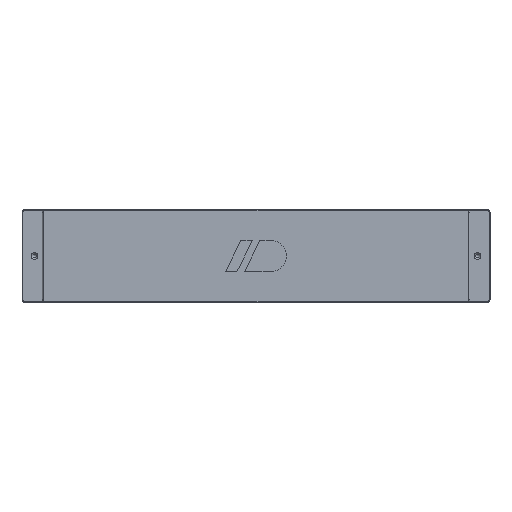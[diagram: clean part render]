
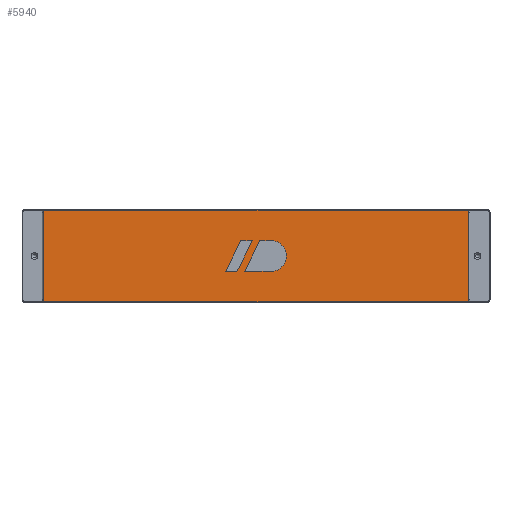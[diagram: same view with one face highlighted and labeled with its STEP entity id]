
A CAD part, top view. The second image highlights one B-rep face of the part: STEP entity #5940.
In plain terms, the highlighted planar face has unit normal (0, 0, 1).
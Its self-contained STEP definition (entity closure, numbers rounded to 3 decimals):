
#179=CIRCLE('',#6337,1.05);
#183=CIRCLE('',#6343,1.05);
#187=CIRCLE('',#6349,1.05);
#189=CIRCLE('',#6353,1.05);
#407=FACE_BOUND('',#1040,.T.);
#408=FACE_BOUND('',#1041,.T.);
#486=PLANE('',#6361);
#700=FACE_OUTER_BOUND('',#1039,.T.);
#1039=EDGE_LOOP('',(#4930,#4931,#4932,#4933,#4934,#4935,#4936,#4937));
#1040=EDGE_LOOP('',(#4938,#4939,#4940,#4941));
#1041=EDGE_LOOP('',(#4942,#4943,#4944,#4945,#4946,#4947));
#1482=LINE('',#9945,#1987);
#1486=LINE('',#9953,#1991);
#1489=LINE('',#9959,#1994);
#1492=LINE('',#9964,#1997);
#1497=LINE('',#10010,#2002);
#1500=LINE('',#10016,#2005);
#1503=LINE('',#10022,#2008);
#1506=LINE('',#10027,#2011);
#1512=LINE('',#10055,#2017);
#1515=LINE('',#10070,#2020);
#1517=LINE('',#10082,#2022);
#1519=LINE('',#10094,#2024);
#1987=VECTOR('',#7274,10.);
#1991=VECTOR('',#7280,10.);
#1994=VECTOR('',#7285,10.);
#1997=VECTOR('',#7290,10.);
#2002=VECTOR('',#7299,10.);
#2005=VECTOR('',#7304,10.);
#2008=VECTOR('',#7309,10.);
#2011=VECTOR('',#7314,10.);
#2017=VECTOR('',#7346,10.);
#2020=VECTOR('',#7363,10.);
#2022=VECTOR('',#7377,10.);
#2024=VECTOR('',#7391,10.);
#2343=(
BOUNDED_CURVE()
B_SPLINE_CURVE(3,(#9977,#9978,#9979,#9980),.UNSPECIFIED.,.F.,.F.)
B_SPLINE_CURVE_WITH_KNOTS((4,4),(0.,1.),.UNSPECIFIED.)
CURVE()
GEOMETRIC_REPRESENTATION_ITEM()
RATIONAL_B_SPLINE_CURVE((1.,1.,1.,1.))
REPRESENTATION_ITEM('')
);
#2345=(
BOUNDED_CURVE()
B_SPLINE_CURVE(3,(#9998,#9999,#10000,#10001),.UNSPECIFIED.,.F.,.F.)
B_SPLINE_CURVE_WITH_KNOTS((4,4),(0.,1.),.UNSPECIFIED.)
CURVE()
GEOMETRIC_REPRESENTATION_ITEM()
RATIONAL_B_SPLINE_CURVE((1.,1.,1.,1.))
REPRESENTATION_ITEM('')
);
#2765=VERTEX_POINT('',#9943);
#2766=VERTEX_POINT('',#9944);
#2769=VERTEX_POINT('',#9952);
#2771=VERTEX_POINT('',#9958);
#2773=VERTEX_POINT('',#9975);
#2774=VERTEX_POINT('',#9976);
#2777=VERTEX_POINT('',#9997);
#2779=VERTEX_POINT('',#10009);
#2781=VERTEX_POINT('',#10015);
#2783=VERTEX_POINT('',#10021);
#2792=VERTEX_POINT('',#10052);
#2793=VERTEX_POINT('',#10054);
#2795=VERTEX_POINT('',#10060);
#2797=VERTEX_POINT('',#10066);
#2799=VERTEX_POINT('',#10072);
#2801=VERTEX_POINT('',#10078);
#2803=VERTEX_POINT('',#10084);
#2805=VERTEX_POINT('',#10090);
#3500=EDGE_CURVE('',#2765,#2766,#1482,.T.);
#3504=EDGE_CURVE('',#2769,#2765,#1486,.T.);
#3507=EDGE_CURVE('',#2771,#2769,#1489,.T.);
#3510=EDGE_CURVE('',#2766,#2771,#1492,.T.);
#3512=EDGE_CURVE('',#2773,#2774,#2343,.T.);
#3516=EDGE_CURVE('',#2777,#2773,#2345,.T.);
#3519=EDGE_CURVE('',#2779,#2777,#1497,.T.);
#3522=EDGE_CURVE('',#2781,#2779,#1500,.T.);
#3525=EDGE_CURVE('',#2783,#2781,#1503,.T.);
#3528=EDGE_CURVE('',#2774,#2783,#1506,.T.);
#3541=EDGE_CURVE('',#2792,#2793,#1512,.T.);
#3546=EDGE_CURVE('',#2793,#2795,#179,.T.);
#3549=EDGE_CURVE('',#2795,#2797,#1515,.T.);
#3552=EDGE_CURVE('',#2797,#2799,#183,.T.);
#3555=EDGE_CURVE('',#2799,#2801,#1517,.T.);
#3558=EDGE_CURVE('',#2801,#2803,#187,.T.);
#3561=EDGE_CURVE('',#2803,#2805,#1519,.T.);
#3562=EDGE_CURVE('',#2805,#2792,#189,.T.);
#4930=ORIENTED_EDGE('',*,*,#3541,.F.);
#4931=ORIENTED_EDGE('',*,*,#3562,.F.);
#4932=ORIENTED_EDGE('',*,*,#3561,.F.);
#4933=ORIENTED_EDGE('',*,*,#3558,.F.);
#4934=ORIENTED_EDGE('',*,*,#3555,.F.);
#4935=ORIENTED_EDGE('',*,*,#3552,.F.);
#4936=ORIENTED_EDGE('',*,*,#3549,.F.);
#4937=ORIENTED_EDGE('',*,*,#3546,.F.);
#4938=ORIENTED_EDGE('',*,*,#3500,.T.);
#4939=ORIENTED_EDGE('',*,*,#3510,.T.);
#4940=ORIENTED_EDGE('',*,*,#3507,.T.);
#4941=ORIENTED_EDGE('',*,*,#3504,.T.);
#4942=ORIENTED_EDGE('',*,*,#3512,.T.);
#4943=ORIENTED_EDGE('',*,*,#3528,.T.);
#4944=ORIENTED_EDGE('',*,*,#3525,.T.);
#4945=ORIENTED_EDGE('',*,*,#3522,.T.);
#4946=ORIENTED_EDGE('',*,*,#3519,.T.);
#4947=ORIENTED_EDGE('',*,*,#3516,.T.);
#5940=ADVANCED_FACE('',(#700,#407,#408),#486,.T.);
#6337=AXIS2_PLACEMENT_3D('',#10064,#7356,#7357);
#6343=AXIS2_PLACEMENT_3D('',#10076,#7370,#7371);
#6349=AXIS2_PLACEMENT_3D('',#10088,#7384,#7385);
#6353=AXIS2_PLACEMENT_3D('',#10096,#7394,#7395);
#6361=AXIS2_PLACEMENT_3D('',#10142,#7421,#7422);
#7274=DIRECTION('',(1.,0.,0.));
#7280=DIRECTION('',(0.447,0.894,0.));
#7285=DIRECTION('',(-1.,0.,0.));
#7290=DIRECTION('',(-0.447,-0.894,0.));
#7299=DIRECTION('',(1.,-0.002,0.));
#7304=DIRECTION('',(1.,0.,0.));
#7309=DIRECTION('',(0.447,0.894,0.));
#7314=DIRECTION('',(-1.,0.,0.));
#7346=DIRECTION('',(0.,-1.,0.));
#7356=DIRECTION('center_axis',(0.,0.,-1.));
#7357=DIRECTION('ref_axis',(0.707,-0.707,0.));
#7363=DIRECTION('',(-1.,0.,0.));
#7370=DIRECTION('center_axis',(0.,0.,-1.));
#7371=DIRECTION('ref_axis',(-0.707,-0.707,0.));
#7377=DIRECTION('',(0.,1.,0.));
#7384=DIRECTION('center_axis',(0.,0.,-1.));
#7385=DIRECTION('ref_axis',(-0.707,0.707,0.));
#7391=DIRECTION('',(1.,0.,0.));
#7394=DIRECTION('center_axis',(0.,0.,-1.));
#7395=DIRECTION('ref_axis',(0.707,0.707,0.));
#7421=DIRECTION('center_axis',(0.,0.,1.));
#7422=DIRECTION('ref_axis',(-1.,0.,0.));
#9943=CARTESIAN_POINT('',(138.444,62.286,-9.5));
#9944=CARTESIAN_POINT('',(145.588,62.286,-9.5));
#9945=CARTESIAN_POINT('',(143.207,62.286,-9.5));
#9952=CARTESIAN_POINT('',(128.919,43.236,-9.5));
#9953=CARTESIAN_POINT('',(132.729,50.856,-9.5));
#9958=CARTESIAN_POINT('',(136.063,43.236,-9.5));
#9959=CARTESIAN_POINT('',(142.016,43.236,-9.5));
#9964=CARTESIAN_POINT('',(143.921,58.953,-9.5));
#9975=CARTESIAN_POINT('',(167.019,52.761,-9.5));
#9976=CARTESIAN_POINT('',(157.494,43.236,-9.5));
#9977=CARTESIAN_POINT('Ctrl Pts',(167.019,52.761,-9.5));
#9978=CARTESIAN_POINT('Ctrl Pts',(167.019,47.504,-9.5));
#9979=CARTESIAN_POINT('Ctrl Pts',(162.751,43.236,-9.5));
#9980=CARTESIAN_POINT('Ctrl Pts',(157.494,43.236,-9.5));
#9997=CARTESIAN_POINT('',(157.525,62.286,-9.5));
#9998=CARTESIAN_POINT('Ctrl Pts',(157.525,62.286,-9.5));
#9999=CARTESIAN_POINT('Ctrl Pts',(162.768,62.269,-9.5));
#10000=CARTESIAN_POINT('Ctrl Pts',(167.019,58.008,-9.5));
#10001=CARTESIAN_POINT('Ctrl Pts',(167.019,52.761,-9.5));
#10009=CARTESIAN_POINT('',(157.494,62.286,-9.5));
#10010=CARTESIAN_POINT('',(152.74,62.294,-9.5));
#10015=CARTESIAN_POINT('',(150.35,62.286,-9.5));
#10016=CARTESIAN_POINT('',(149.16,62.286,-9.5));
#10021=CARTESIAN_POINT('',(140.825,43.236,-9.5));
#10022=CARTESIAN_POINT('',(143.445,48.475,-9.5));
#10027=CARTESIAN_POINT('',(152.732,43.236,-9.5));
#10052=CARTESIAN_POINT('',(281.194,80.261,-9.5));
#10054=CARTESIAN_POINT('',(281.194,25.261,-9.5));
#10055=CARTESIAN_POINT('',(281.194,76.811,-9.5));
#10060=CARTESIAN_POINT('',(280.144,24.211,-9.5));
#10064=CARTESIAN_POINT('Origin',(280.144,25.261,-9.5));
#10066=CARTESIAN_POINT('',(15.794,24.211,-9.5));
#10070=CARTESIAN_POINT('',(221.233,24.211,-9.5));
#10072=CARTESIAN_POINT('',(14.744,25.261,-9.5));
#10076=CARTESIAN_POINT('Origin',(15.794,25.261,-9.5));
#10078=CARTESIAN_POINT('',(14.744,80.261,-9.5));
#10082=CARTESIAN_POINT('',(14.744,76.811,-9.5));
#10084=CARTESIAN_POINT('',(15.794,81.311,-9.5));
#10088=CARTESIAN_POINT('Origin',(15.794,80.261,-9.5));
#10090=CARTESIAN_POINT('',(280.144,81.311,-9.5));
#10094=CARTESIAN_POINT('',(196.332,81.311,-9.5));
#10096=CARTESIAN_POINT('Origin',(280.144,80.261,-9.5));
#10142=CARTESIAN_POINT('Origin',(147.97,52.761,-9.5));
